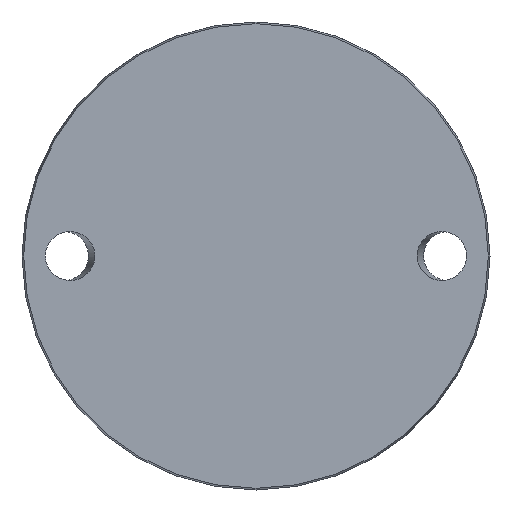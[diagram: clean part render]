
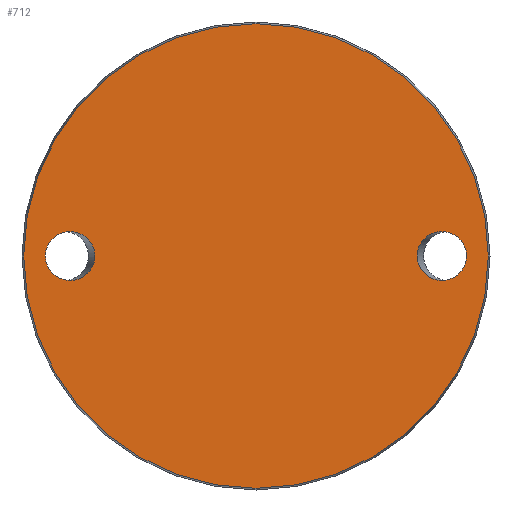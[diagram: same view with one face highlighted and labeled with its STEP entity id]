
A CAD part, front view. The second image highlights one B-rep face of the part: STEP entity #712.
In plain terms, the highlighted planar face has unit normal (0, -1, 0).
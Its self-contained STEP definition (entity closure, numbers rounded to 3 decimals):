
#21 = CARTESIAN_POINT ( 'NONE',  ( -71.115, 0., 16.5 ) ) ;
#30 = CARTESIAN_POINT ( 'NONE',  ( -71.115, 0., 0. ) ) ;
#34 = CIRCLE ( 'NONE', #173, 78.425 ) ;
#38 =( BOUNDED_CURVE ( )  B_SPLINE_CURVE ( 3, ( #30, #21, #568, #93, #339, #982, #259 ),
 .UNSPECIFIED., .T., .T. ) 
 B_SPLINE_CURVE_WITH_KNOTS ( ( 4, 3, 4 ),
 ( 0., 3.142, 6.283 ),
 .UNSPECIFIED. ) 
 CURVE ( )  GEOMETRIC_REPRESENTATION_ITEM ( )  RATIONAL_B_SPLINE_CURVE ( ( 1., 0.333, 0.333, 1., 0.333, 0.333, 1. ) ) 
 REPRESENTATION_ITEM ( '' )  );
#44 = CARTESIAN_POINT ( 'NONE',  ( -71.115, 0., 0. ) ) ;
#45 = EDGE_CURVE ( 'NONE', #1028, #1028, #38, .T. ) ;
#46 = CARTESIAN_POINT ( 'NONE',  ( 54.385, 0., 0. ) ) ;
#72 = CARTESIAN_POINT ( 'NONE',  ( 71.115, 0., 16.5 ) ) ;
#93 = CARTESIAN_POINT ( 'NONE',  ( -54.385, 0., 0. ) ) ;
#128 = CARTESIAN_POINT ( 'NONE',  ( 71.115, 0., 0. ) ) ;
#139 = CARTESIAN_POINT ( 'NONE',  ( -78.425, 0., 0. ) ) ;
#145 = DIRECTION ( 'NONE',  ( 0., 0., 1. ) ) ;
#150 = VERTEX_POINT ( 'NONE', #786 ) ;
#173 = AXIS2_PLACEMENT_3D ( 'NONE', #949, #550, #711 ) ;
#179 = EDGE_LOOP ( 'NONE', ( #535 ) ) ;
#212 = CARTESIAN_POINT ( 'NONE',  ( 0., 0., -78.425 ) ) ;
#229 = EDGE_LOOP ( 'NONE', ( #827 ) ) ;
#259 = CARTESIAN_POINT ( 'NONE',  ( -71.115, 0., 0. ) ) ;
#264 = EDGE_CURVE ( 'NONE', #150, #150, #904, .T. ) ;
#339 = CARTESIAN_POINT ( 'NONE',  ( -54.385, 0., -16.5 ) ) ;
#487 = EDGE_CURVE ( 'NONE', #688, #688, #34, .T. ) ;
#524 = FACE_BOUND ( 'NONE', #229, .T. ) ;
#533 = CARTESIAN_POINT ( 'NONE',  ( 71.115, 0., -16.5 ) ) ;
#535 = ORIENTED_EDGE ( 'NONE', *, *, #264, .F. ) ;
#549 = FACE_BOUND ( 'NONE', #179, .T. ) ;
#550 = DIRECTION ( 'NONE',  ( 0., -1., 0. ) ) ;
#568 = CARTESIAN_POINT ( 'NONE',  ( -54.385, 0., 16.5 ) ) ;
#607 = FACE_OUTER_BOUND ( 'NONE', #676, .T. ) ;
#672 = ORIENTED_EDGE ( 'NONE', *, *, #487, .T. ) ;
#676 = EDGE_LOOP ( 'NONE', ( #672 ) ) ;
#688 = VERTEX_POINT ( 'NONE', #212 ) ;
#711 = DIRECTION ( 'NONE',  ( 0., 0., -1. ) ) ;
#712 = ADVANCED_FACE ( 'NONE', ( #524, #549, #607 ), #1013, .F. ) ;
#786 = CARTESIAN_POINT ( 'NONE',  ( 54.385, 0., 0. ) ) ;
#789 = CARTESIAN_POINT ( 'NONE',  ( 54.385, 0., 0. ) ) ;
#827 = ORIENTED_EDGE ( 'NONE', *, *, #45, .T. ) ;
#832 = AXIS2_PLACEMENT_3D ( 'NONE', #139, #871, #145 ) ;
#842 = CARTESIAN_POINT ( 'NONE',  ( 54.385, 0., -16.5 ) ) ;
#871 = DIRECTION ( 'NONE',  ( 0., 1., 0. ) ) ;
#904 =( BOUNDED_CURVE ( )  B_SPLINE_CURVE ( 3, ( #789, #842, #533, #128, #72, #930, #46 ),
 .UNSPECIFIED., .T., .T. ) 
 B_SPLINE_CURVE_WITH_KNOTS ( ( 4, 3, 4 ),
 ( 0., 3.142, 6.283 ),
 .UNSPECIFIED. ) 
 CURVE ( )  GEOMETRIC_REPRESENTATION_ITEM ( )  RATIONAL_B_SPLINE_CURVE ( ( 1., 0.333, 0.333, 1., 0.333, 0.333, 1. ) ) 
 REPRESENTATION_ITEM ( '' )  );
#930 = CARTESIAN_POINT ( 'NONE',  ( 54.385, 0., 16.5 ) ) ;
#949 = CARTESIAN_POINT ( 'NONE',  ( 0., 0., 0. ) ) ;
#982 = CARTESIAN_POINT ( 'NONE',  ( -71.115, 0., -16.5 ) ) ;
#1013 = PLANE ( 'NONE',  #832 ) ;
#1028 = VERTEX_POINT ( 'NONE', #44 ) ;
